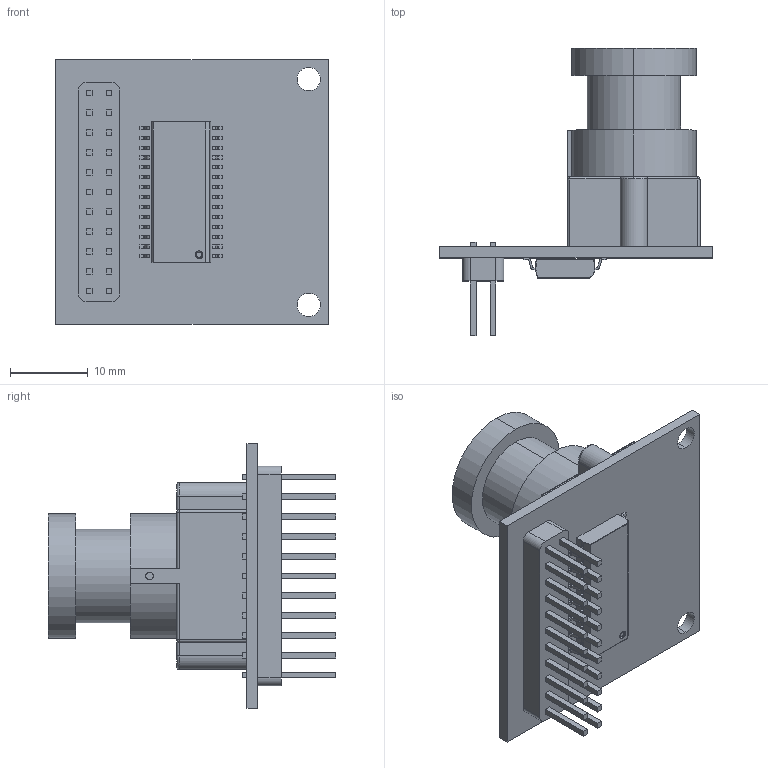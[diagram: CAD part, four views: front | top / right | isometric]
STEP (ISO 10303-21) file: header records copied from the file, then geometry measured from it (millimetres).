
FILE_DESCRIPTION (( 'STEP AP214' ), '1' );
FILE_NAME ('OV7670 FIFO BUFFER.STEP', '2021-12-05T12:04:22', ( '' ), ( '' ), 'SwSTEP 2.0', 'SolidWorks 2021', '' );
FILE_SCHEMA (( 'AUTOMOTIVE_DESIGN' ));
Length unit declared in the file: millimetre
Products named in the file (5): User Library-SOIC-28-300_pin_SOIC_SO-300_1; User Library-SOIC-28-300; OV7670 FIFO BUFFER; OV7670_FIFO; User Library-SOIC-28-300_SOIC_300_SOIC_18.1X7.6_1
Assembly tree (31 placements, depth 3):
  OV7670 FIFO BUFFER
    OV7670_FIFO
    User Library-SOIC-28-300
      User Library-SOIC-28-300_pin_SOIC_SO-300_1  x28
      User Library-SOIC-28-300_SOIC_300_SOIC_18.1X7.6_1
Bounding box: 35 x 36.9 x 34 mm (x, y, z)
Volume: 7924.1 mm3; surface area: 5436.3 mm2
Topology: 30 solids, 30 shells, 725 faces, 1802 edges, 1186 vertices
Faces by surface type: plane 543, cylinder 169, torus 7, sphere 4, bspline 2
Entity records: 14115 total; most frequent: CARTESIAN_POINT 1896, DIRECTION 1661, ORIENTED_EDGE 1652, EDGE_CURVE 826, LINE 703, VECTOR 703, VERTEX_POINT 538, AXIS2_PLACEMENT_3D 479
